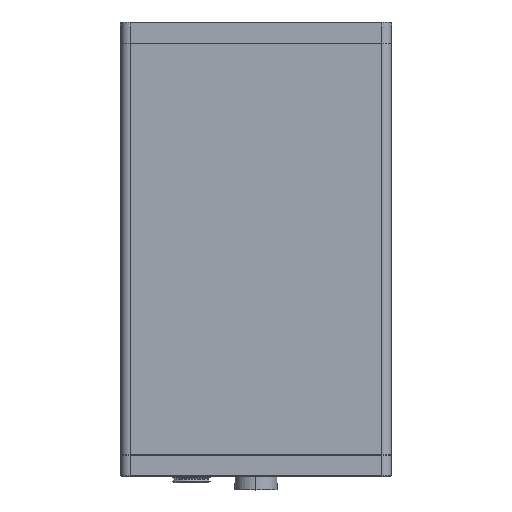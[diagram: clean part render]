
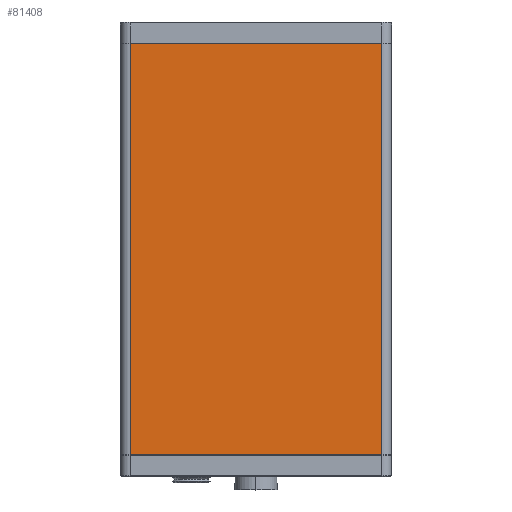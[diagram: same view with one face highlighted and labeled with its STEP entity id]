
A CAD part, top view. The second image highlights one B-rep face of the part: STEP entity #81408.
In plain terms, the highlighted face is planar.
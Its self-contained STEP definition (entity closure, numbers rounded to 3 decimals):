
#9099 = PLANE ( 'NONE',  #14837 ) ;
#12657 = LINE ( 'NONE', #117470, #65549 ) ;
#14837 = AXIS2_PLACEMENT_3D ( 'NONE', #59037, #128472, #69059 ) ;
#15637 = VECTOR ( 'NONE', #125563, 1000. ) ;
#16628 = CARTESIAN_POINT ( 'NONE',  ( 32.194, 19.736, 86.5 ) ) ;
#16825 = CARTESIAN_POINT ( 'NONE',  ( -20.806, 19.736, 86.5 ) ) ;
#19741 = VERTEX_POINT ( 'NONE', #33540 ) ;
#25336 = DIRECTION ( 'NONE',  ( 1., 0., 0. ) ) ;
#26471 = LINE ( 'NONE', #16825, #49803 ) ;
#33540 = CARTESIAN_POINT ( 'NONE',  ( -20.806, 19.736, 86.5 ) ) ;
#44266 = LINE ( 'NONE', #104752, #120405 ) ;
#49803 = VECTOR ( 'NONE', #86245, 1000. ) ;
#55322 = FACE_OUTER_BOUND ( 'NONE', #116044, .T. ) ;
#58014 = DIRECTION ( 'NONE',  ( -1., 0., 0. ) ) ;
#59037 = CARTESIAN_POINT ( 'NONE',  ( -20.806, 19.736, 86.5 ) ) ;
#65549 = VECTOR ( 'NONE', #58014, 1000. ) ;
#67108 = CARTESIAN_POINT ( 'NONE',  ( -20.806, 19.736, 0. ) ) ;
#67351 = ORIENTED_EDGE ( 'NONE', *, *, #69416, .F. ) ;
#69059 = DIRECTION ( 'NONE',  ( 0., 0., -1. ) ) ;
#69416 = EDGE_CURVE ( 'NONE', #19741, #119437, #26471, .T. ) ;
#77458 = CARTESIAN_POINT ( 'NONE',  ( 32.194, 19.736, 0. ) ) ;
#77509 = EDGE_CURVE ( 'NONE', #93963, #19741, #12657, .T. ) ;
#81408 = ADVANCED_FACE ( 'NONE', ( #55322 ), #9099, .F. ) ;
#86245 = DIRECTION ( 'NONE',  ( 0., 0., -1. ) ) ;
#90167 = EDGE_CURVE ( 'NONE', #119437, #107491, #44266, .T. ) ;
#93963 = VERTEX_POINT ( 'NONE', #115594 ) ;
#94178 = ORIENTED_EDGE ( 'NONE', *, *, #90167, .F. ) ;
#97969 = LINE ( 'NONE', #16628, #15637 ) ;
#99531 = EDGE_CURVE ( 'NONE', #107491, #93963, #97969, .T. ) ;
#104752 = CARTESIAN_POINT ( 'NONE',  ( -20.806, 19.736, 0. ) ) ;
#105867 = ORIENTED_EDGE ( 'NONE', *, *, #77509, .F. ) ;
#107491 = VERTEX_POINT ( 'NONE', #77458 ) ;
#109049 = ORIENTED_EDGE ( 'NONE', *, *, #99531, .F. ) ;
#115594 = CARTESIAN_POINT ( 'NONE',  ( 32.194, 19.736, 86.5 ) ) ;
#116044 = EDGE_LOOP ( 'NONE', ( #105867, #109049, #94178, #67351 ) ) ;
#117470 = CARTESIAN_POINT ( 'NONE',  ( -20.806, 19.736, 86.5 ) ) ;
#119437 = VERTEX_POINT ( 'NONE', #67108 ) ;
#120405 = VECTOR ( 'NONE', #25336, 1000. ) ;
#125563 = DIRECTION ( 'NONE',  ( 0., 0., 1. ) ) ;
#128472 = DIRECTION ( 'NONE',  ( 0., -1., 0. ) ) ;
